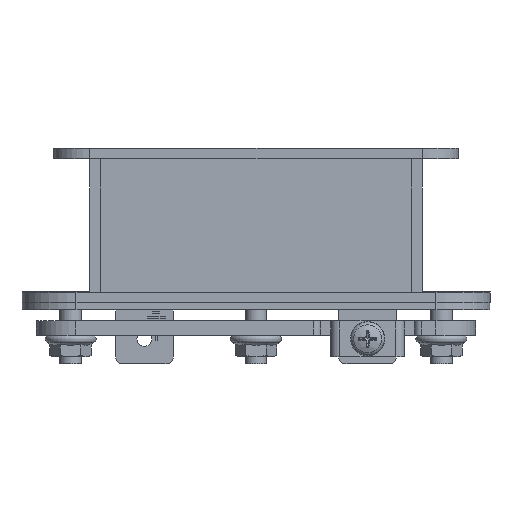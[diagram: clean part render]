
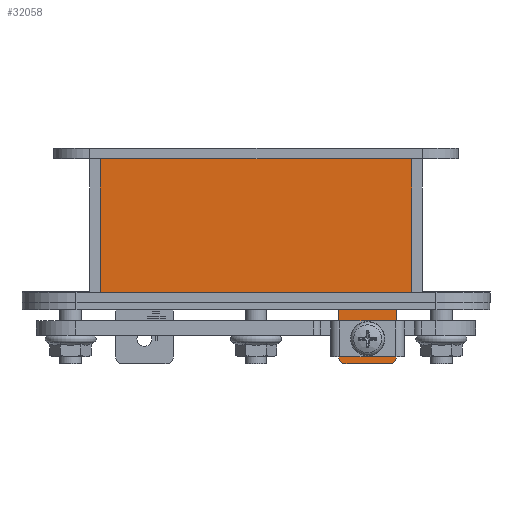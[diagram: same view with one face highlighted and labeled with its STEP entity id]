
A CAD part, front view. The second image highlights one B-rep face of the part: STEP entity #32058.
In plain terms, the highlighted planar face has unit normal (0, -1, 0).
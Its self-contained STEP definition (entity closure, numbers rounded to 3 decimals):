
#31640=CARTESIAN_POINT('',(23.,-100.0,-2.0));
#31641=VERTEX_POINT('',#31640);
#31648=CARTESIAN_POINT('',(21.,-100.,0.0));
#31649=VERTEX_POINT('',#31648);
#31650=CARTESIAN_POINT('',(21.,-100.0,-2.0));
#31651=DIRECTION('',(0.0,-1.0,0.0));
#31652=DIRECTION('',(0.707,0.0,0.707));
#31653=AXIS2_PLACEMENT_3D('',#31650,#31651,#31652);
#31654=CIRCLE('',#31653,2.0);
#31655=EDGE_CURVE('',#31641,#31649,#31654,.T.);
#31680=CARTESIAN_POINT('',(23.,-100.0,-15.));
#31681=VERTEX_POINT('',#31680);
#31688=CARTESIAN_POINT('',(23.,-100.0,-2.0));
#31689=DIRECTION('',(0.0,0.0,-1.0));
#31690=VECTOR('',#31689,13.);
#31691=LINE('',#31688,#31690);
#31692=EDGE_CURVE('',#31641,#31681,#31691,.T.);
#31702=CARTESIAN_POINT('',(41.,-100.,0.0));
#31703=VERTEX_POINT('',#31702);
#31704=CARTESIAN_POINT('',(39.,-100.,-2.0));
#31705=VERTEX_POINT('',#31704);
#31706=CARTESIAN_POINT('',(41.,-100.0,-2.0));
#31707=DIRECTION('',(0.0,-1.0,0.0));
#31708=DIRECTION('',(-0.707,0.0,0.707));
#31709=AXIS2_PLACEMENT_3D('',#31706,#31707,#31708);
#31710=CIRCLE('',#31709,2.0);
#31711=EDGE_CURVE('',#31703,#31705,#31710,.T.);
#31745=CARTESIAN_POINT('',(39.,-100.,-15.));
#31746=VERTEX_POINT('',#31745);
#31747=CARTESIAN_POINT('',(39.,-100.,-2.0));
#31748=DIRECTION('',(0.0,0.0,-1.0));
#31749=VECTOR('',#31748,13.);
#31750=LINE('',#31747,#31749);
#31751=EDGE_CURVE('',#31705,#31746,#31750,.T.);
#31775=CARTESIAN_POINT('',(25.,-100.,-17.0));
#31776=VERTEX_POINT('',#31775);
#31777=CARTESIAN_POINT('',(25.,-100.0,-15.));
#31778=DIRECTION('',(0.0,1.0,0.0));
#31779=DIRECTION('',(-0.707,0.0,-0.707));
#31780=AXIS2_PLACEMENT_3D('',#31777,#31778,#31779);
#31781=CIRCLE('',#31780,2.0);
#31782=EDGE_CURVE('',#31776,#31681,#31781,.T.);
#31817=CARTESIAN_POINT('',(37.,-100.,-17.0));
#31818=VERTEX_POINT('',#31817);
#31825=CARTESIAN_POINT('',(25.,-100.,-17.0));
#31826=DIRECTION('',(1.0,0.0,0.0));
#31827=VECTOR('',#31826,12.);
#31828=LINE('',#31825,#31827);
#31829=EDGE_CURVE('',#31776,#31818,#31828,.T.);
#31933=CARTESIAN_POINT('',(37.,-100.0,-15.));
#31934=DIRECTION('',(0.0,1.0,0.0));
#31935=DIRECTION('',(0.707,0.0,-0.707));
#31936=AXIS2_PLACEMENT_3D('',#31933,#31934,#31935);
#31937=CIRCLE('',#31936,2.0);
#31938=EDGE_CURVE('',#31746,#31818,#31937,.T.);
#31952=CARTESIAN_POINT('',(33.067,-100.0,-10.0));
#31953=VERTEX_POINT('',#31952);
#31954=CARTESIAN_POINT('',(31.,-100.0,-10.0));
#31955=DIRECTION('',(0.0,1.0,0.0));
#31956=DIRECTION('',(1.0,0.0,0.0));
#31957=AXIS2_PLACEMENT_3D('',#31954,#31955,#31956);
#31958=CIRCLE('',#31957,2.067);
#31959=EDGE_CURVE('',#31953,#31953,#31958,.T.);
#31970=CARTESIAN_POINT('',(-43.2,-100.0,0.0));
#31971=VERTEX_POINT('',#31970);
#31972=CARTESIAN_POINT('',(-43.2,-100.,0.0));
#31973=DIRECTION('',(1.0,0.0,0.0));
#31974=VECTOR('',#31973,64.2);
#31975=LINE('',#31972,#31974);
#31976=EDGE_CURVE('',#31971,#31649,#31975,.T.);
#31993=CARTESIAN_POINT('',(43.2,-100.0,40.0));
#31994=VERTEX_POINT('',#31993);
#32001=CARTESIAN_POINT('',(43.2,-100.0,0.0));
#32002=VERTEX_POINT('',#32001);
#32003=CARTESIAN_POINT('',(43.2,-100.0,0.0));
#32004=DIRECTION('',(0.0,0.0,1.0));
#32005=VECTOR('',#32004,40.0);
#32006=LINE('',#32003,#32005);
#32007=EDGE_CURVE('',#32002,#31994,#32006,.T.);
#32019=CARTESIAN_POINT('',(43.2,-100.0,0.0));
#32020=DIRECTION('',(0.0,-1.0,0.0));
#32021=DIRECTION('',(0.0,0.0,-1.0));
#32022=AXIS2_PLACEMENT_3D('',#32019,#32020,#32021);
#32023=PLANE('',#32022);
#32024=ORIENTED_EDGE('',*,*,#31782,.F.);
#32025=ORIENTED_EDGE('',*,*,#31829,.T.);
#32026=ORIENTED_EDGE('',*,*,#31938,.F.);
#32027=ORIENTED_EDGE('',*,*,#31751,.F.);
#32028=ORIENTED_EDGE('',*,*,#31711,.F.);
#32029=CARTESIAN_POINT('',(41.,-100.,0.0));
#32030=DIRECTION('',(1.0,0.0,0.0));
#32031=VECTOR('',#32030,2.2);
#32032=LINE('',#32029,#32031);
#32033=EDGE_CURVE('',#31703,#32002,#32032,.T.);
#32034=ORIENTED_EDGE('',*,*,#32033,.T.);
#32035=ORIENTED_EDGE('',*,*,#32007,.T.);
#32036=CARTESIAN_POINT('',(-43.2,-100.0,40.0));
#32037=VERTEX_POINT('',#32036);
#32038=CARTESIAN_POINT('',(43.2,-100.,40.0));
#32039=DIRECTION('',(-1.0,0.0,0.0));
#32040=VECTOR('',#32039,86.4);
#32041=LINE('',#32038,#32040);
#32042=EDGE_CURVE('',#31994,#32037,#32041,.T.);
#32043=ORIENTED_EDGE('',*,*,#32042,.T.);
#32044=CARTESIAN_POINT('',(-43.2,-100.0,0.0));
#32045=DIRECTION('',(0.0,0.0,1.0));
#32046=VECTOR('',#32045,40.0);
#32047=LINE('',#32044,#32046);
#32048=EDGE_CURVE('',#31971,#32037,#32047,.T.);
#32049=ORIENTED_EDGE('',*,*,#32048,.F.);
#32050=ORIENTED_EDGE('',*,*,#31976,.T.);
#32051=ORIENTED_EDGE('',*,*,#31655,.F.);
#32052=ORIENTED_EDGE('',*,*,#31692,.T.);
#32053=EDGE_LOOP('',(#32024,#32025,#32026,#32027,#32028,#32034,#32035,#32043,#32049,#32050,#32051,#32052));
#32054=FACE_OUTER_BOUND('',#32053,.T.);
#32055=ORIENTED_EDGE('',*,*,#31959,.T.);
#32056=EDGE_LOOP('',(#32055));
#32057=FACE_BOUND('',#32056,.T.);
#32058=ADVANCED_FACE('',(#32054,#32057),#32023,.T.);
